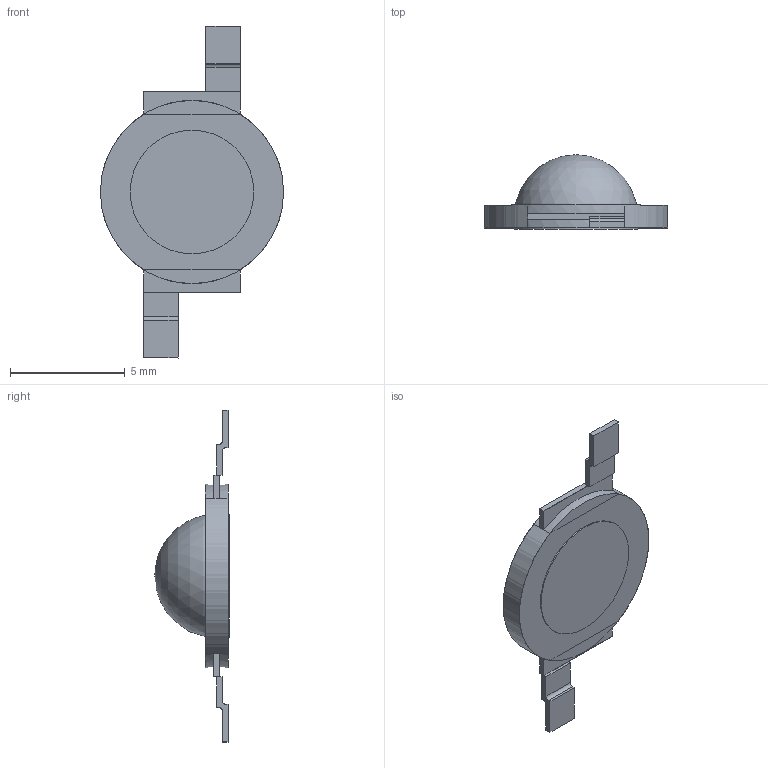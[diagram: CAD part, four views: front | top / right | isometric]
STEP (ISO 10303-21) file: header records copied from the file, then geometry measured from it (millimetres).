
FILE_DESCRIPTION(/* description */ (''),/* implementation_level */ '2;1');
FILE_NAME(/* name */ 'COB_led v3.step',/* time_stamp */ '2018-02-25T11:34:32+01:00',/* author */ ('bourlot'),/* organization */ (''),/* preprocessor_version */ 'ST-DEVELOPER v16.13',/* originating_system */ 'Autodesk Translation Framework v6.5.0.72',/* authorisation */ '');
FILE_SCHEMA (('AUTOMOTIVE_DESIGN { 1 0 10303 214 3 1 1 }','AP242_MANAGED_MODEL_BASED_3D_ENGINEERING_MIM_LF { 1 0 10303 442 1 1 4 }'));
Length unit declared in the file: millimetre
Products named in the file (1): COB_led
Bounding box: 8 x 3.25 x 14.5 mm (x, y, z)
Volume: 110.8 mm3; surface area: 360.9 mm2
Topology: 4 solids, 4 shells, 59 faces, 142 edges, 92 vertices
Faces by surface type: plane 49, cylinder 9, sphere 1
Full cylindrical faces by diameter (mm): 5.4 x3
Entity records: 1749 total; most frequent: CARTESIAN_POINT 293, DIRECTION 287, ORIENTED_EDGE 282, EDGE_CURVE 141, LINE 115, VECTOR 115, VERTEX_POINT 92, AXIS2_PLACEMENT_3D 86
